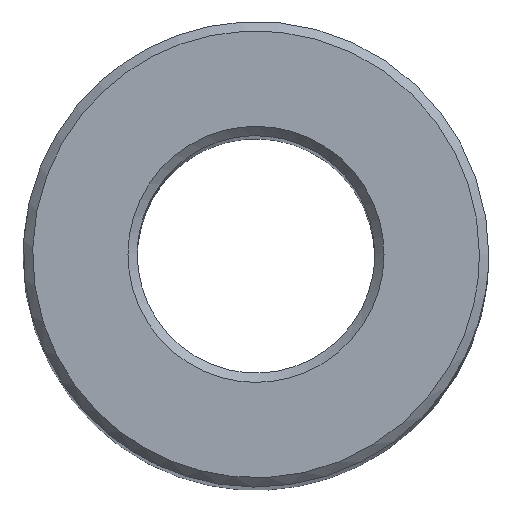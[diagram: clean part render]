
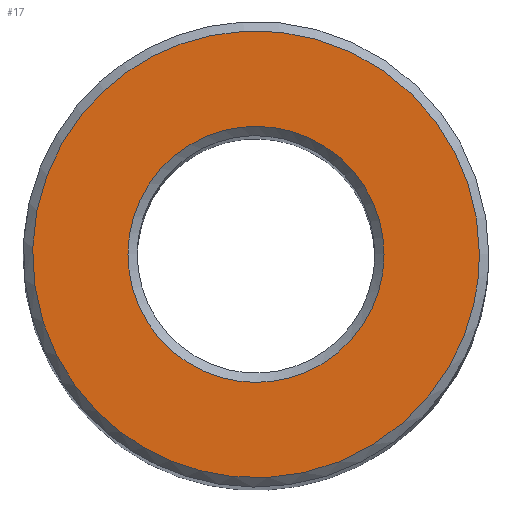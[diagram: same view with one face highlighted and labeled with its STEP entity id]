
A CAD part, top view. The second image highlights one B-rep face of the part: STEP entity #17.
In plain terms, the highlighted free-form (B-spline) face has degree [1, 1] with [2, 2] control points.
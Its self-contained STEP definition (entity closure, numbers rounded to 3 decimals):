
#17 = ADVANCED_FACE('',(#18,#32),#54,.T.);
#18 = FACE_BOUND('',#19,.T.);
#19 = EDGE_LOOP('',(#20));
#20 = ORIENTED_EDGE('',*,*,#21,.T.);
#21 = EDGE_CURVE('',#22,#22,#24,.T.);
#22 = VERTEX_POINT('',#23);
#23 = CARTESIAN_POINT('',(4.111,0.,34.262));
#24 = ( BOUNDED_CURVE() B_SPLINE_CURVE(2,(#25,#26,#27,#28,#29,#30,#31),
.UNSPECIFIED.,.T.,.F.) B_SPLINE_CURVE_WITH_KNOTS((1,2,2,2,2,1),(
    -2.094,0.,2.094,4.189,6.283,
8.378),.UNSPECIFIED.) CURVE() GEOMETRIC_REPRESENTATION_ITEM() 
RATIONAL_B_SPLINE_CURVE((1.,0.5,1.,0.5,1.,0.5,1.)) REPRESENTATION_ITEM(
  '') );
#25 = CARTESIAN_POINT('',(4.111,0.,34.262));
#26 = CARTESIAN_POINT('',(4.111,7.121,34.262)
  );
#27 = CARTESIAN_POINT('',(-2.056,3.561,34.262
    ));
#28 = CARTESIAN_POINT('',(-8.223,0.,
    34.262));
#29 = CARTESIAN_POINT('',(-2.056,-3.561,
    34.262));
#30 = CARTESIAN_POINT('',(4.111,-7.121,34.262
    ));
#31 = CARTESIAN_POINT('',(4.111,0.,34.262));
#32 = FACE_BOUND('',#33,.T.);
#33 = EDGE_LOOP('',(#34,#46));
#34 = ORIENTED_EDGE('',*,*,#35,.F.);
#35 = EDGE_CURVE('',#36,#38,#40,.T.);
#36 = VERTEX_POINT('',#37);
#37 = CARTESIAN_POINT('',(-2.355,0.,
    34.262));
#38 = VERTEX_POINT('',#39);
#39 = CARTESIAN_POINT('',(2.355,0.,34.262));
#40 = ( BOUNDED_CURVE() B_SPLINE_CURVE(2,(#41,#42,#43,#44,#45),
.UNSPECIFIED.,.F.,.F.) B_SPLINE_CURVE_WITH_KNOTS((3,2,3),(3.142,
4.712,6.283),.PIECEWISE_BEZIER_KNOTS.) CURVE() 
GEOMETRIC_REPRESENTATION_ITEM() RATIONAL_B_SPLINE_CURVE((1.,
0.707,1.,0.707,1.)) REPRESENTATION_ITEM('') );
#41 = CARTESIAN_POINT('',(-2.355,0.,
    34.262));
#42 = CARTESIAN_POINT('',(-2.355,-2.355,
    34.262));
#43 = CARTESIAN_POINT('',(0.,-2.355,
    34.262));
#44 = CARTESIAN_POINT('',(2.355,-2.355,34.262
    ));
#45 = CARTESIAN_POINT('',(2.355,0.,
    34.262));
#46 = ORIENTED_EDGE('',*,*,#47,.F.);
#47 = EDGE_CURVE('',#38,#36,#48,.T.);
#48 = ( BOUNDED_CURVE() B_SPLINE_CURVE(2,(#49,#50,#51,#52,#53),
.UNSPECIFIED.,.F.,.F.) B_SPLINE_CURVE_WITH_KNOTS((3,2,3),(0.,
1.571,3.142),.PIECEWISE_BEZIER_KNOTS.) CURVE() 
GEOMETRIC_REPRESENTATION_ITEM() RATIONAL_B_SPLINE_CURVE((1.,
0.707,1.,0.707,1.)) REPRESENTATION_ITEM('') );
#49 = CARTESIAN_POINT('',(2.355,0.,34.262));
#50 = CARTESIAN_POINT('',(2.355,2.355,34.262)
  );
#51 = CARTESIAN_POINT('',(0.,2.355,
    34.262));
#52 = CARTESIAN_POINT('',(-2.355,2.355,34.262
    ));
#53 = CARTESIAN_POINT('',(-2.355,0.,
    34.262));
#54 = B_SPLINE_SURFACE_WITH_KNOTS('',1,1,(
    (#55,#56)
    ,(#57,#58
    )),.UNSPECIFIED.,.F.,.F.,.F.,(2,2),(2,2),(-4.8,4.8),(-4.8,4.8),
  .PIECEWISE_BEZIER_KNOTS.);
#55 = CARTESIAN_POINT('',(-4.111,-4.111,
    34.262));
#56 = CARTESIAN_POINT('',(-4.111,4.111,34.262
    ));
#57 = CARTESIAN_POINT('',(4.111,-4.111,34.262
    ));
#58 = CARTESIAN_POINT('',(4.111,4.111,34.262)
  );
